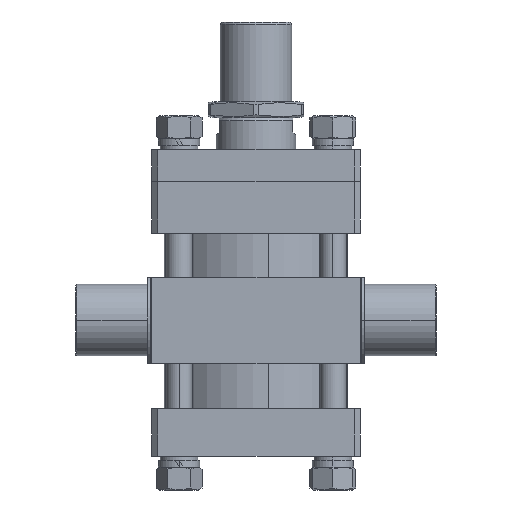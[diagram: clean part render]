
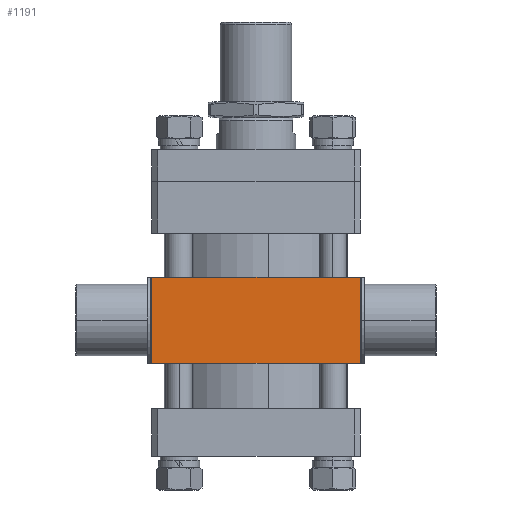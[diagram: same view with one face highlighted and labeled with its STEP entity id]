
A CAD part, left-side view. The second image highlights one B-rep face of the part: STEP entity #1191.
In plain terms, the highlighted face is planar.
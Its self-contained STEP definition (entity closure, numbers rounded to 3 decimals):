
#307 = VERTEX_POINT ( 'NONE', #7967 ) ;
#503 = VERTEX_POINT ( 'NONE', #7699 ) ;
#1191 = ADVANCED_FACE ( 'NONE', ( #3792 ), #5994, .F. ) ;
#2120 = ORIENTED_EDGE ( 'NONE', *, *, #8025, .T. ) ;
#2212 = ORIENTED_EDGE ( 'NONE', *, *, #10016, .F. ) ;
#2213 = ORIENTED_EDGE ( 'NONE', *, *, #7972, .T. ) ;
#2214 = ORIENTED_EDGE ( 'NONE', *, *, #8024, .T. ) ;
#3616 = VECTOR ( 'NONE', #6249, 1000. ) ;
#3634 = LINE ( 'NONE', #6243, #3616 ) ;
#3792 = FACE_OUTER_BOUND ( 'NONE', #7408, .T. ) ;
#4598 = AXIS2_PLACEMENT_3D ( 'NONE', #5990, #5996, #5997 ) ;
#5990 = CARTESIAN_POINT ( 'NONE',  ( -132., 108., 132. ) ) ;
#5994 = PLANE ( 'NONE',  #4598 ) ;
#5996 = DIRECTION ( 'NONE',  ( 0., 0., -1. ) ) ;
#5997 = DIRECTION ( 'NONE',  ( -1., 0., 0. ) ) ;
#6243 = CARTESIAN_POINT ( 'NONE',  ( 131., 108., 132. ) ) ;
#6249 = DIRECTION ( 'NONE',  ( 0., 1., 0. ) ) ;
#6379 = CARTESIAN_POINT ( 'NONE',  ( -131., 108., 132. ) ) ;
#6380 = DIRECTION ( 'NONE',  ( 0., -1., 0. ) ) ;
#6381 = CARTESIAN_POINT ( 'NONE',  ( -132., 0., 132. ) ) ;
#6382 = DIRECTION ( 'NONE',  ( 1., 0., 0. ) ) ;
#6423 = CARTESIAN_POINT ( 'NONE',  ( -131., 0., 132. ) ) ;
#6433 = CARTESIAN_POINT ( 'NONE',  ( 131., 0., 132. ) ) ;
#6536 = DIRECTION ( 'NONE',  ( 1., 0., 0. ) ) ;
#6543 = CARTESIAN_POINT ( 'NONE',  ( -132., 108., 132. ) ) ;
#7408 = EDGE_LOOP ( 'NONE', ( #2120, #2213, #2212, #2214 ) ) ;
#7699 = CARTESIAN_POINT ( 'NONE',  ( -131., 108., 132. ) ) ;
#7812 = VECTOR ( 'NONE', #6380, 1000. ) ;
#7824 = VECTOR ( 'NONE', #6382, 1000. ) ;
#7831 = LINE ( 'NONE', #6379, #7812 ) ;
#7833 = LINE ( 'NONE', #6381, #7824 ) ;
#7839 = LINE ( 'NONE', #6543, #7844 ) ;
#7844 = VECTOR ( 'NONE', #6536, 1000. ) ;
#7967 = CARTESIAN_POINT ( 'NONE',  ( 131., 108., 132. ) ) ;
#7972 = EDGE_CURVE ( 'NONE', #9549, #307, #3634, .T. ) ;
#8024 = EDGE_CURVE ( 'NONE', #503, #9547, #7831, .T. ) ;
#8025 = EDGE_CURVE ( 'NONE', #9547, #9549, #7833, .T. ) ;
#9547 = VERTEX_POINT ( 'NONE', #6423 ) ;
#9549 = VERTEX_POINT ( 'NONE', #6433 ) ;
#10016 = EDGE_CURVE ( 'NONE', #503, #307, #7839, .T. ) ;
